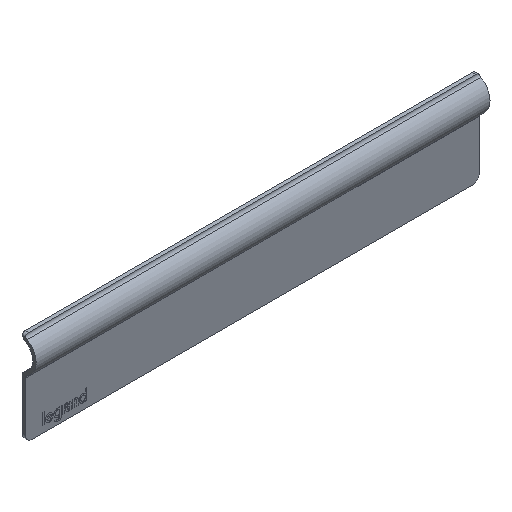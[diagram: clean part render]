
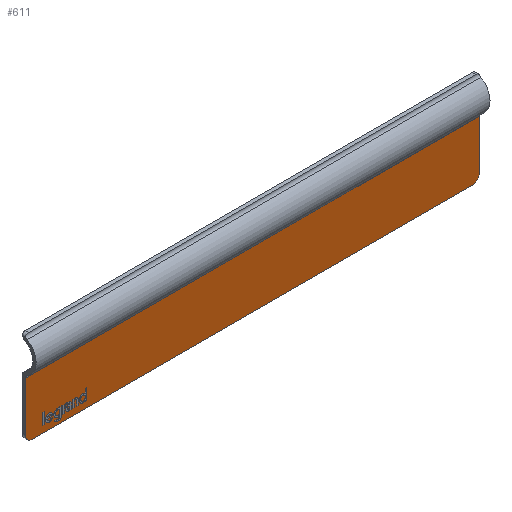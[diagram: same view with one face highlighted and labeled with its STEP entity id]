
A CAD part, isometric view. The second image highlights one B-rep face of the part: STEP entity #611.
In plain terms, the highlighted planar face has unit normal (0, -1, 0).
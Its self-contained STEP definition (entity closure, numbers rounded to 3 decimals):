
#65=FACE_OUTER_BOUND('',#88,.T.);
#88=EDGE_LOOP('',(#460,#461,#462,#463,#464,#465));
#116=CIRCLE('',#639,3.);
#117=CIRCLE('',#640,3.);
#146=LINE('',#884,#208);
#147=LINE('',#888,#209);
#148=LINE('',#890,#210);
#149=LINE('',#892,#211);
#208=VECTOR('',#705,1.);
#209=VECTOR('',#708,1.);
#210=VECTOR('',#709,1.);
#211=VECTOR('',#710,1.);
#272=VERTEX_POINT('',#882);
#273=VERTEX_POINT('',#883);
#274=VERTEX_POINT('',#885);
#275=VERTEX_POINT('',#887);
#276=VERTEX_POINT('',#889);
#277=VERTEX_POINT('',#891);
#359=EDGE_CURVE('',#272,#273,#146,.F.);
#360=EDGE_CURVE('',#274,#272,#116,.T.);
#361=EDGE_CURVE('',#274,#275,#147,.T.);
#362=EDGE_CURVE('',#276,#275,#148,.T.);
#363=EDGE_CURVE('',#277,#276,#149,.T.);
#364=EDGE_CURVE('',#277,#273,#117,.T.);
#460=ORIENTED_EDGE('',*,*,#359,.F.);
#461=ORIENTED_EDGE('',*,*,#360,.F.);
#462=ORIENTED_EDGE('',*,*,#361,.T.);
#463=ORIENTED_EDGE('',*,*,#362,.F.);
#464=ORIENTED_EDGE('',*,*,#363,.F.);
#465=ORIENTED_EDGE('',*,*,#364,.T.);
#598=PLANE('',#638);
#611=ADVANCED_FACE('',(#65),#598,.T.);
#638=AXIS2_PLACEMENT_3D('',#881,#703,#704);
#639=AXIS2_PLACEMENT_3D('',#886,#706,#707);
#640=AXIS2_PLACEMENT_3D('',#893,#711,#712);
#703=DIRECTION('center_axis',(0.,-1.,0.));
#704=DIRECTION('ref_axis',(0.,0.,1.));
#705=DIRECTION('',(1.,0.,0.));
#706=DIRECTION('center_axis',(0.,1.,0.));
#707=DIRECTION('ref_axis',(0.,0.,-1.));
#708=DIRECTION('',(0.,0.,1.));
#709=DIRECTION('',(1.,0.,0.));
#710=DIRECTION('',(0.,0.,1.));
#711=DIRECTION('center_axis',(0.,-1.,0.));
#712=DIRECTION('ref_axis',(-1.,0.,0.));
#881=CARTESIAN_POINT('Origin',(-9.93,49.424,-41.626));
#882=CARTESIAN_POINT('',(187.07,49.424,-17.626));
#883=CARTESIAN_POINT('',(-6.93,49.424,-17.626));
#884=CARTESIAN_POINT('',(140.07,49.424,-17.626));
#885=CARTESIAN_POINT('',(190.07,49.424,-14.626));
#886=CARTESIAN_POINT('Origin',(187.07,49.424,-14.626));
#887=CARTESIAN_POINT('',(190.07,49.424,7.146));
#888=CARTESIAN_POINT('',(190.07,49.424,-17.24));
#889=CARTESIAN_POINT('',(-9.93,49.424,7.146));
#890=CARTESIAN_POINT('',(140.07,49.424,7.146));
#891=CARTESIAN_POINT('',(-9.93,49.424,-14.626));
#892=CARTESIAN_POINT('',(-9.93,49.424,-3.74));
#893=CARTESIAN_POINT('Origin',(-6.93,49.424,-14.626));
